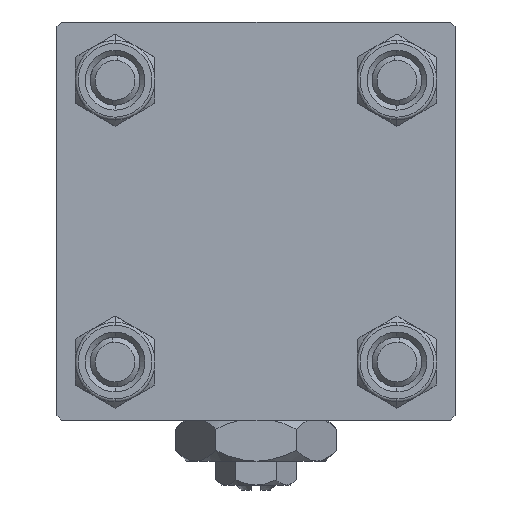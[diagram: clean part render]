
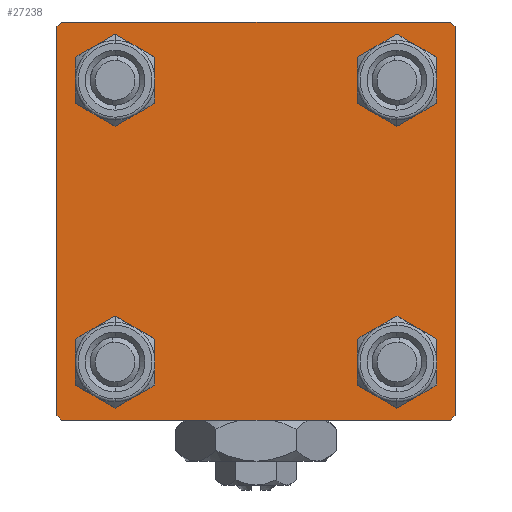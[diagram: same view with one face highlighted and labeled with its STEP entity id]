
A CAD part, left-side view. The second image highlights one B-rep face of the part: STEP entity #27238.
In plain terms, the highlighted planar face has unit normal (-1, 0, 0).
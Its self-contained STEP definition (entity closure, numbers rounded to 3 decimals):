
#522 = DIRECTION ( 'NONE',  ( 1., 0., 0. ) ) ;
#1257 = FACE_BOUND ( 'NONE', #20286, .T. ) ;
#1655 = CARTESIAN_POINT ( 'NONE',  ( 0., 14.15, -14.15 ) ) ;
#1886 = CARTESIAN_POINT ( 'NONE',  ( 0., 14.15, 14.15 ) ) ;
#2468 = CARTESIAN_POINT ( 'NONE',  ( 0., 14.15, 17.15 ) ) ;
#2543 = DIRECTION ( 'NONE',  ( 0., -1., 0. ) ) ;
#2912 = VERTEX_POINT ( 'NONE', #15084 ) ;
#3541 = VERTEX_POINT ( 'NONE', #50273 ) ;
#3952 = LINE ( 'NONE', #16601, #42624 ) ;
#4034 = EDGE_LOOP ( 'NONE', ( #6167, #16394 ) ) ;
#4290 = EDGE_CURVE ( 'NONE', #2912, #17695, #22250, .T. ) ;
#4414 = FACE_BOUND ( 'NONE', #13083, .T. ) ;
#5221 = EDGE_CURVE ( 'NONE', #30125, #32365, #43707, .T. ) ;
#5258 = LINE ( 'NONE', #37417, #17736 ) ;
#5451 = VERTEX_POINT ( 'NONE', #44167 ) ;
#5723 = VERTEX_POINT ( 'NONE', #6372 ) ;
#6154 = EDGE_CURVE ( 'NONE', #32365, #32111, #7011, .T. ) ;
#6167 = ORIENTED_EDGE ( 'NONE', *, *, #16604, .T. ) ;
#6372 = CARTESIAN_POINT ( 'NONE',  ( 0., -14.15, -17.15 ) ) ;
#6826 = AXIS2_PLACEMENT_3D ( 'NONE', #36846, #37371, #37106 ) ;
#7011 = LINE ( 'NONE', #26537, #22223 ) ;
#7069 = CARTESIAN_POINT ( 'NONE',  ( 0., -14.15, -14.15 ) ) ;
#7757 = EDGE_CURVE ( 'NONE', #2912, #34813, #21997, .T. ) ;
#8449 = DIRECTION ( 'NONE',  ( 0., 0., -1. ) ) ;
#8676 = CARTESIAN_POINT ( 'NONE',  ( 0., -14.15, 17.15 ) ) ;
#8810 = ORIENTED_EDGE ( 'NONE', *, *, #11741, .T. ) ;
#11741 = EDGE_CURVE ( 'NONE', #32321, #5451, #17325, .T. ) ;
#11907 = EDGE_CURVE ( 'NONE', #43521, #29488, #39205, .T. ) ;
#12523 = CARTESIAN_POINT ( 'NONE',  ( 0., -19.5, -20. ) ) ;
#13083 = EDGE_LOOP ( 'NONE', ( #38121, #50770 ) ) ;
#13871 = DIRECTION ( 'NONE',  ( 0., 0.707, 0.707 ) ) ;
#14455 = CARTESIAN_POINT ( 'NONE',  ( 0., -14.15, 14.15 ) ) ;
#14753 = ORIENTED_EDGE ( 'NONE', *, *, #31610, .F. ) ;
#14846 = DIRECTION ( 'NONE',  ( 0., -0.707, 0.707 ) ) ;
#14874 = DIRECTION ( 'NONE',  ( 0., 0., 1. ) ) ;
#15084 = CARTESIAN_POINT ( 'NONE',  ( 0., 19.5, 20. ) ) ;
#15427 = VECTOR ( 'NONE', #44230, 1000. ) ;
#16323 = CARTESIAN_POINT ( 'NONE',  ( 0., 14.15, 14.15 ) ) ;
#16394 = ORIENTED_EDGE ( 'NONE', *, *, #42229, .T. ) ;
#16601 = CARTESIAN_POINT ( 'NONE',  ( 0., -20., 20. ) ) ;
#16604 = EDGE_CURVE ( 'NONE', #23325, #34511, #40116, .T. ) ;
#17325 = CIRCLE ( 'NONE', #28146, 3. ) ;
#17695 = VERTEX_POINT ( 'NONE', #50456 ) ;
#17736 = VECTOR ( 'NONE', #41124, 1000. ) ;
#17779 = DIRECTION ( 'NONE',  ( 0., -1., 0. ) ) ;
#17978 = ORIENTED_EDGE ( 'NONE', *, *, #5221, .T. ) ;
#18716 = DIRECTION ( 'NONE',  ( 1., 0., 0. ) ) ;
#18739 = VECTOR ( 'NONE', #17779, 1000. ) ;
#19435 = CIRCLE ( 'NONE', #27757, 3. ) ;
#19575 = AXIS2_PLACEMENT_3D ( 'NONE', #1886, #18716, #25870 ) ;
#20286 = EDGE_LOOP ( 'NONE', ( #8810, #27421 ) ) ;
#20374 = AXIS2_PLACEMENT_3D ( 'NONE', #42839, #49531, #14874 ) ;
#21284 = FACE_BOUND ( 'NONE', #4034, .T. ) ;
#21885 = AXIS2_PLACEMENT_3D ( 'NONE', #44758, #49238, #29192 ) ;
#21968 = AXIS2_PLACEMENT_3D ( 'NONE', #7069, #24180, #48187 ) ;
#21997 = LINE ( 'NONE', #34127, #49181 ) ;
#22223 = VECTOR ( 'NONE', #2543, 1000. ) ;
#22250 = LINE ( 'NONE', #37821, #18739 ) ;
#23325 = VERTEX_POINT ( 'NONE', #50633 ) ;
#23393 = CARTESIAN_POINT ( 'NONE',  ( 0., -20., -19.5 ) ) ;
#24180 = DIRECTION ( 'NONE',  ( 1., 0., 0. ) ) ;
#24261 = EDGE_LOOP ( 'NONE', ( #37288, #50760 ) ) ;
#24380 = CIRCLE ( 'NONE', #21885, 3. ) ;
#25113 = DIRECTION ( 'NONE',  ( 0., 0., 1. ) ) ;
#25339 = CARTESIAN_POINT ( 'NONE',  ( 0., -14.15, 11.15 ) ) ;
#25472 = LINE ( 'NONE', #49742, #36927 ) ;
#25870 = DIRECTION ( 'NONE',  ( 0., 0., 1. ) ) ;
#26537 = CARTESIAN_POINT ( 'NONE',  ( 0., 20., -20. ) ) ;
#27163 = EDGE_CURVE ( 'NONE', #5723, #48099, #35418, .T. ) ;
#27238 = ADVANCED_FACE ( 'NONE', ( #4414, #48722, #21284, #1257, #40538 ), #45545, .T. ) ;
#27421 = ORIENTED_EDGE ( 'NONE', *, *, #50179, .T. ) ;
#27757 = AXIS2_PLACEMENT_3D ( 'NONE', #1655, #33560, #25113 ) ;
#27924 = ORIENTED_EDGE ( 'NONE', *, *, #7757, .T. ) ;
#28135 = CARTESIAN_POINT ( 'NONE',  ( 0., 19.75, -19.75 ) ) ;
#28146 = AXIS2_PLACEMENT_3D ( 'NONE', #16323, #522, #32424 ) ;
#29192 = DIRECTION ( 'NONE',  ( 0., 0., 1. ) ) ;
#29488 = VERTEX_POINT ( 'NONE', #25339 ) ;
#30125 = VERTEX_POINT ( 'NONE', #42090 ) ;
#30542 = DIRECTION ( 'NONE',  ( 1., 0., 0. ) ) ;
#30679 = CARTESIAN_POINT ( 'NONE',  ( 0., -19.75, -19.75 ) ) ;
#31610 = EDGE_CURVE ( 'NONE', #3541, #39655, #3952, .T. ) ;
#32111 = VERTEX_POINT ( 'NONE', #12523 ) ;
#32321 = VERTEX_POINT ( 'NONE', #2468 ) ;
#32365 = VERTEX_POINT ( 'NONE', #48310 ) ;
#32424 = DIRECTION ( 'NONE',  ( 0., 0., 1. ) ) ;
#33560 = DIRECTION ( 'NONE',  ( 1., 0., 0. ) ) ;
#33873 = LINE ( 'NONE', #30679, #47258 ) ;
#34127 = CARTESIAN_POINT ( 'NONE',  ( 0., 19.75, 19.75 ) ) ;
#34511 = VERTEX_POINT ( 'NONE', #38702 ) ;
#34708 = CIRCLE ( 'NONE', #20374, 3. ) ;
#34813 = VERTEX_POINT ( 'NONE', #43409 ) ;
#34834 = EDGE_LOOP ( 'NONE', ( #40916, #17978, #49675, #38821, #14753, #50175, #51102, #27924 ) ) ;
#35418 = CIRCLE ( 'NONE', #21968, 3. ) ;
#36600 = EDGE_CURVE ( 'NONE', #3541, #17695, #25472, .T. ) ;
#36846 = CARTESIAN_POINT ( 'NONE',  ( 0., 0., 0. ) ) ;
#36927 = VECTOR ( 'NONE', #13871, 1000. ) ;
#37106 = DIRECTION ( 'NONE',  ( 0., 0., 1. ) ) ;
#37121 = CARTESIAN_POINT ( 'NONE',  ( 0., 14.15, -14.15 ) ) ;
#37288 = ORIENTED_EDGE ( 'NONE', *, *, #39752, .T. ) ;
#37371 = DIRECTION ( 'NONE',  ( -1., 0., 0. ) ) ;
#37417 = CARTESIAN_POINT ( 'NONE',  ( 0., 20., 20. ) ) ;
#37821 = CARTESIAN_POINT ( 'NONE',  ( 0., 20., 20. ) ) ;
#38121 = ORIENTED_EDGE ( 'NONE', *, *, #11907, .T. ) ;
#38702 = CARTESIAN_POINT ( 'NONE',  ( 0., 14.15, -17.15 ) ) ;
#38821 = ORIENTED_EDGE ( 'NONE', *, *, #47470, .T. ) ;
#39205 = CIRCLE ( 'NONE', #48364, 3. ) ;
#39655 = VERTEX_POINT ( 'NONE', #23393 ) ;
#39752 = EDGE_CURVE ( 'NONE', #48099, #5723, #24380, .T. ) ;
#40116 = CIRCLE ( 'NONE', #43508, 3. ) ;
#40538 = FACE_OUTER_BOUND ( 'NONE', #34834, .T. ) ;
#40916 = ORIENTED_EDGE ( 'NONE', *, *, #44862, .T. ) ;
#41124 = DIRECTION ( 'NONE',  ( 0., 0., -1. ) ) ;
#42090 = CARTESIAN_POINT ( 'NONE',  ( 0., 20., -19.5 ) ) ;
#42229 = EDGE_CURVE ( 'NONE', #34511, #23325, #19435, .T. ) ;
#42624 = VECTOR ( 'NONE', #8449, 1000. ) ;
#42839 = CARTESIAN_POINT ( 'NONE',  ( 0., -14.15, 14.15 ) ) ;
#43200 = CIRCLE ( 'NONE', #19575, 3. ) ;
#43409 = CARTESIAN_POINT ( 'NONE',  ( 0., 20., 19.5 ) ) ;
#43508 = AXIS2_PLACEMENT_3D ( 'NONE', #37121, #49518, #45294 ) ;
#43521 = VERTEX_POINT ( 'NONE', #8676 ) ;
#43707 = LINE ( 'NONE', #28135, #15427 ) ;
#44167 = CARTESIAN_POINT ( 'NONE',  ( 0., 14.15, 11.15 ) ) ;
#44230 = DIRECTION ( 'NONE',  ( 0., -0.707, -0.707 ) ) ;
#44758 = CARTESIAN_POINT ( 'NONE',  ( 0., -14.15, -14.15 ) ) ;
#44862 = EDGE_CURVE ( 'NONE', #34813, #30125, #5258, .T. ) ;
#45294 = DIRECTION ( 'NONE',  ( 0., 0., 1. ) ) ;
#45545 = PLANE ( 'NONE',  #6826 ) ;
#45996 = DIRECTION ( 'NONE',  ( 0., 0.707, -0.707 ) ) ;
#46616 = DIRECTION ( 'NONE',  ( 0., 0., 1. ) ) ;
#47258 = VECTOR ( 'NONE', #14846, 1000. ) ;
#47470 = EDGE_CURVE ( 'NONE', #32111, #39655, #33873, .T. ) ;
#48099 = VERTEX_POINT ( 'NONE', #50940 ) ;
#48187 = DIRECTION ( 'NONE',  ( 0., 0., 1. ) ) ;
#48310 = CARTESIAN_POINT ( 'NONE',  ( 0., 19.5, -20. ) ) ;
#48364 = AXIS2_PLACEMENT_3D ( 'NONE', #14455, #30542, #46616 ) ;
#48601 = EDGE_CURVE ( 'NONE', #29488, #43521, #34708, .T. ) ;
#48722 = FACE_BOUND ( 'NONE', #24261, .T. ) ;
#49181 = VECTOR ( 'NONE', #45996, 1000. ) ;
#49238 = DIRECTION ( 'NONE',  ( 1., 0., 0. ) ) ;
#49518 = DIRECTION ( 'NONE',  ( 1., 0., 0. ) ) ;
#49531 = DIRECTION ( 'NONE',  ( 1., 0., 0. ) ) ;
#49675 = ORIENTED_EDGE ( 'NONE', *, *, #6154, .T. ) ;
#49742 = CARTESIAN_POINT ( 'NONE',  ( 0., -19.75, 19.75 ) ) ;
#50175 = ORIENTED_EDGE ( 'NONE', *, *, #36600, .T. ) ;
#50179 = EDGE_CURVE ( 'NONE', #5451, #32321, #43200, .T. ) ;
#50273 = CARTESIAN_POINT ( 'NONE',  ( 0., -20., 19.5 ) ) ;
#50456 = CARTESIAN_POINT ( 'NONE',  ( 0., -19.5, 20. ) ) ;
#50633 = CARTESIAN_POINT ( 'NONE',  ( 0., 14.15, -11.15 ) ) ;
#50760 = ORIENTED_EDGE ( 'NONE', *, *, #27163, .T. ) ;
#50770 = ORIENTED_EDGE ( 'NONE', *, *, #48601, .T. ) ;
#50940 = CARTESIAN_POINT ( 'NONE',  ( 0., -14.15, -11.15 ) ) ;
#51102 = ORIENTED_EDGE ( 'NONE', *, *, #4290, .F. ) ;
